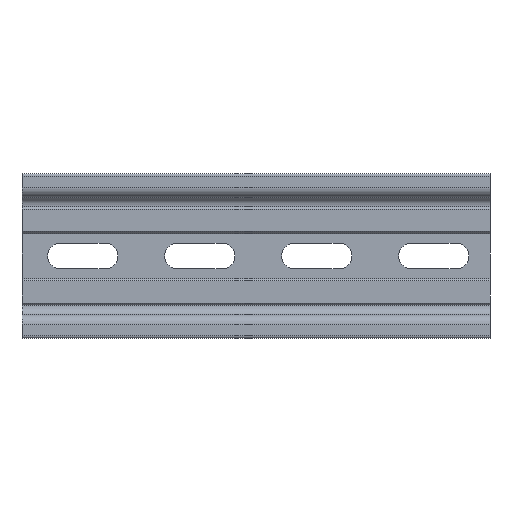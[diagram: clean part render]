
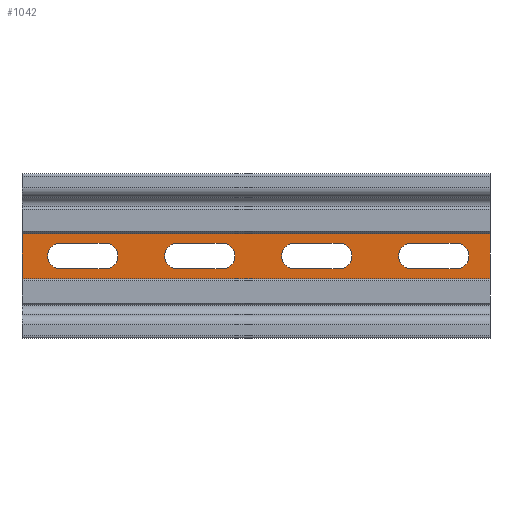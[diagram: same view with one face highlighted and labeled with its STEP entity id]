
A CAD part, top view. The second image highlights one B-rep face of the part: STEP entity #1042.
In plain terms, the highlighted planar face has unit normal (0, 0, 1).
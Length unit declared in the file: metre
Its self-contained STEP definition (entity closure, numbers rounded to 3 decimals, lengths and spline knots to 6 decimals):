
#28=LINE('',#1498,#152);
#29=LINE('',#1502,#153);
#30=LINE('',#1506,#154);
#31=LINE('',#1510,#155);
#32=LINE('',#1511,#156);
#33=LINE('',#1514,#157);
#34=LINE('',#1516,#158);
#35=LINE('',#1518,#159);
#36=LINE('',#1522,#160);
#37=LINE('',#1526,#161);
#38=LINE('',#1527,#162);
#39=LINE('',#1532,#163);
#152=VECTOR('',#1201,1.);
#153=VECTOR('',#1204,1.);
#154=VECTOR('',#1207,1.);
#155=VECTOR('',#1210,1.);
#156=VECTOR('',#1211,1.);
#157=VECTOR('',#1212,1.);
#158=VECTOR('',#1213,1.);
#159=VECTOR('',#1214,1.);
#160=VECTOR('',#1217,1.);
#161=VECTOR('',#1220,1.);
#162=VECTOR('',#1221,1.);
#163=VECTOR('',#1224,1.);
#276=ORIENTED_EDGE('',*,*,#588,.T.);
#277=ORIENTED_EDGE('',*,*,#589,.T.);
#278=ORIENTED_EDGE('',*,*,#590,.T.);
#279=ORIENTED_EDGE('',*,*,#591,.F.);
#280=ORIENTED_EDGE('',*,*,#592,.T.);
#281=ORIENTED_EDGE('',*,*,#593,.T.);
#282=ORIENTED_EDGE('',*,*,#594,.T.);
#283=ORIENTED_EDGE('',*,*,#595,.F.);
#284=ORIENTED_EDGE('',*,*,#596,.T.);
#285=ORIENTED_EDGE('',*,*,#597,.F.);
#286=ORIENTED_EDGE('',*,*,#598,.F.);
#287=ORIENTED_EDGE('',*,*,#599,.T.);
#288=ORIENTED_EDGE('',*,*,#600,.T.);
#289=ORIENTED_EDGE('',*,*,#601,.T.);
#290=ORIENTED_EDGE('',*,*,#602,.T.);
#291=ORIENTED_EDGE('',*,*,#603,.F.);
#292=ORIENTED_EDGE('',*,*,#604,.T.);
#293=ORIENTED_EDGE('',*,*,#605,.T.);
#294=ORIENTED_EDGE('',*,*,#606,.F.);
#295=ORIENTED_EDGE('',*,*,#607,.T.);
#588=EDGE_CURVE('',#744,#745,#848,.T.);
#589=EDGE_CURVE('',#745,#746,#28,.T.);
#590=EDGE_CURVE('',#746,#747,#849,.T.);
#591=EDGE_CURVE('',#744,#747,#29,.T.);
#592=EDGE_CURVE('',#748,#749,#850,.T.);
#593=EDGE_CURVE('',#749,#750,#30,.T.);
#594=EDGE_CURVE('',#750,#751,#851,.T.);
#595=EDGE_CURVE('',#748,#751,#31,.T.);
#596=EDGE_CURVE('',#752,#753,#32,.T.);
#597=EDGE_CURVE('',#754,#753,#33,.T.);
#598=EDGE_CURVE('',#755,#754,#34,.T.);
#599=EDGE_CURVE('',#755,#752,#35,.T.);
#600=EDGE_CURVE('',#756,#757,#852,.T.);
#601=EDGE_CURVE('',#757,#758,#36,.T.);
#602=EDGE_CURVE('',#758,#759,#853,.T.);
#603=EDGE_CURVE('',#756,#759,#37,.T.);
#604=EDGE_CURVE('',#760,#761,#38,.T.);
#605=EDGE_CURVE('',#761,#762,#854,.T.);
#606=EDGE_CURVE('',#763,#762,#39,.T.);
#607=EDGE_CURVE('',#763,#760,#855,.T.);
#744=VERTEX_POINT('',#1496);
#745=VERTEX_POINT('',#1497);
#746=VERTEX_POINT('',#1499);
#747=VERTEX_POINT('',#1501);
#748=VERTEX_POINT('',#1504);
#749=VERTEX_POINT('',#1505);
#750=VERTEX_POINT('',#1507);
#751=VERTEX_POINT('',#1509);
#752=VERTEX_POINT('',#1512);
#753=VERTEX_POINT('',#1513);
#754=VERTEX_POINT('',#1515);
#755=VERTEX_POINT('',#1517);
#756=VERTEX_POINT('',#1520);
#757=VERTEX_POINT('',#1521);
#758=VERTEX_POINT('',#1523);
#759=VERTEX_POINT('',#1525);
#760=VERTEX_POINT('',#1528);
#761=VERTEX_POINT('',#1529);
#762=VERTEX_POINT('',#1531);
#763=VERTEX_POINT('',#1533);
#848=CIRCLE('',#1110,0.00275);
#849=CIRCLE('',#1111,0.00275);
#850=CIRCLE('',#1112,0.00275);
#851=CIRCLE('',#1113,0.00275);
#852=CIRCLE('',#1114,0.00275);
#853=CIRCLE('',#1115,0.00275);
#854=CIRCLE('',#1116,0.00275);
#855=CIRCLE('',#1117,0.00275);
#880=EDGE_LOOP('',(#276,#277,#278,#279));
#881=EDGE_LOOP('',(#280,#281,#282,#283));
#882=EDGE_LOOP('',(#284,#285,#286,#287));
#883=EDGE_LOOP('',(#288,#289,#290,#291));
#884=EDGE_LOOP('',(#292,#293,#294,#295));
#942=FACE_BOUND('',#880,.T.);
#943=FACE_BOUND('',#881,.T.);
#944=FACE_BOUND('',#882,.T.);
#945=FACE_BOUND('',#883,.T.);
#946=FACE_BOUND('',#884,.T.);
#1004=PLANE('',#1109);
#1042=ADVANCED_FACE('',(#942,#943,#944,#945,#946),#1004,.F.);
#1109=AXIS2_PLACEMENT_3D('',#1494,#1197,#1198);
#1110=AXIS2_PLACEMENT_3D('',#1495,#1199,#1200);
#1111=AXIS2_PLACEMENT_3D('',#1500,#1202,#1203);
#1112=AXIS2_PLACEMENT_3D('',#1503,#1205,#1206);
#1113=AXIS2_PLACEMENT_3D('',#1508,#1208,#1209);
#1114=AXIS2_PLACEMENT_3D('',#1519,#1215,#1216);
#1115=AXIS2_PLACEMENT_3D('',#1524,#1218,#1219);
#1116=AXIS2_PLACEMENT_3D('',#1530,#1222,#1223);
#1117=AXIS2_PLACEMENT_3D('',#1534,#1225,#1226);
#1197=DIRECTION('',(0.,0.,-1.));
#1198=DIRECTION('',(0.,1.,0.));
#1199=DIRECTION('',(0.,0.,-1.));
#1200=DIRECTION('',(0.,-1.,0.));
#1201=DIRECTION('',(1.,0.,0.));
#1202=DIRECTION('',(0.,0.,-1.));
#1203=DIRECTION('',(0.,-1.,0.));
#1204=DIRECTION('',(1.,0.,0.));
#1205=DIRECTION('',(0.,0.,-1.));
#1206=DIRECTION('',(0.,-1.,0.));
#1207=DIRECTION('',(1.,0.,0.));
#1208=DIRECTION('',(0.,0.,-1.));
#1209=DIRECTION('',(0.,-1.,0.));
#1210=DIRECTION('',(1.,0.,0.));
#1211=DIRECTION('',(0.,-1.,0.));
#1212=DIRECTION('',(-1.,0.,0.));
#1213=DIRECTION('',(0.,-1.,0.));
#1214=DIRECTION('',(-1.,0.,0.));
#1215=DIRECTION('',(0.,0.,-1.));
#1216=DIRECTION('',(0.,-1.,0.));
#1217=DIRECTION('',(1.,0.,0.));
#1218=DIRECTION('',(0.,0.,-1.));
#1219=DIRECTION('',(0.,-1.,0.));
#1220=DIRECTION('',(1.,0.,0.));
#1221=DIRECTION('',(1.,0.,0.));
#1222=DIRECTION('',(0.,0.,-1.));
#1223=DIRECTION('',(0.,-1.,0.));
#1224=DIRECTION('',(1.,0.,0.));
#1225=DIRECTION('',(0.,0.,-1.));
#1226=DIRECTION('',(0.,-1.,0.));
#1494=CARTESIAN_POINT('',(0.1,0.0024,0.00105));
#1495=CARTESIAN_POINT('',(0.03325,0.,0.00105));
#1496=CARTESIAN_POINT('',(0.03325,-0.00275,0.00105));
#1497=CARTESIAN_POINT('',(0.03325,0.00275,0.00105));
#1498=CARTESIAN_POINT('',(0.038,0.00275,0.00105));
#1499=CARTESIAN_POINT('',(0.04275,0.00275,0.00105));
#1500=CARTESIAN_POINT('',(0.04275,0.,0.00105));
#1501=CARTESIAN_POINT('',(0.04275,-0.00275,0.00105));
#1502=CARTESIAN_POINT('',(0.038,-0.00275,0.00105));
#1503=CARTESIAN_POINT('',(0.08325,0.,0.00105));
#1504=CARTESIAN_POINT('',(0.08325,-0.00275,0.00105));
#1505=CARTESIAN_POINT('',(0.08325,0.00275,0.00105));
#1506=CARTESIAN_POINT('',(0.088,0.00275,0.00105));
#1507=CARTESIAN_POINT('',(0.09275,0.00275,0.00105));
#1508=CARTESIAN_POINT('',(0.09275,0.,0.00105));
#1509=CARTESIAN_POINT('',(0.09275,-0.00275,0.00105));
#1510=CARTESIAN_POINT('',(0.088,-0.00275,0.00105));
#1511=CARTESIAN_POINT('',(0.,0.0024,0.00105));
#1512=CARTESIAN_POINT('',(0.,0.0048,0.00105));
#1513=CARTESIAN_POINT('',(0.,-0.0048,0.00105));
#1514=CARTESIAN_POINT('',(0.1,-0.0048,0.00105));
#1515=CARTESIAN_POINT('',(0.1,-0.0048,0.00105));
#1516=CARTESIAN_POINT('',(0.1,0.0024,0.00105));
#1517=CARTESIAN_POINT('',(0.1,0.0048,0.00105));
#1518=CARTESIAN_POINT('',(0.1,0.0048,0.00105));
#1519=CARTESIAN_POINT('',(0.05825,0.,0.00105));
#1520=CARTESIAN_POINT('',(0.05825,-0.00275,0.00105));
#1521=CARTESIAN_POINT('',(0.05825,0.00275,0.00105));
#1522=CARTESIAN_POINT('',(0.063,0.00275,0.00105));
#1523=CARTESIAN_POINT('',(0.06775,0.00275,0.00105));
#1524=CARTESIAN_POINT('',(0.06775,0.,0.00105));
#1525=CARTESIAN_POINT('',(0.06775,-0.00275,0.00105));
#1526=CARTESIAN_POINT('',(0.063,-0.00275,0.00105));
#1527=CARTESIAN_POINT('',(0.013,0.00275,0.00105));
#1528=CARTESIAN_POINT('',(0.00825,0.00275,0.00105));
#1529=CARTESIAN_POINT('',(0.01775,0.00275,0.00105));
#1530=CARTESIAN_POINT('',(0.01775,0.,0.00105));
#1531=CARTESIAN_POINT('',(0.01775,-0.00275,0.00105));
#1532=CARTESIAN_POINT('',(0.013,-0.00275,0.00105));
#1533=CARTESIAN_POINT('',(0.00825,-0.00275,0.00105));
#1534=CARTESIAN_POINT('',(0.00825,0.,0.00105));
